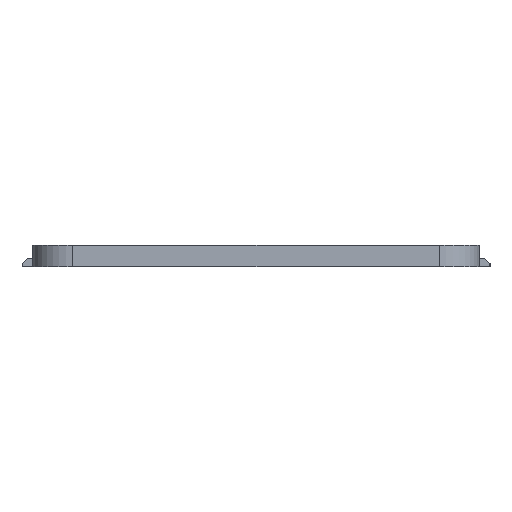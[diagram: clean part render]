
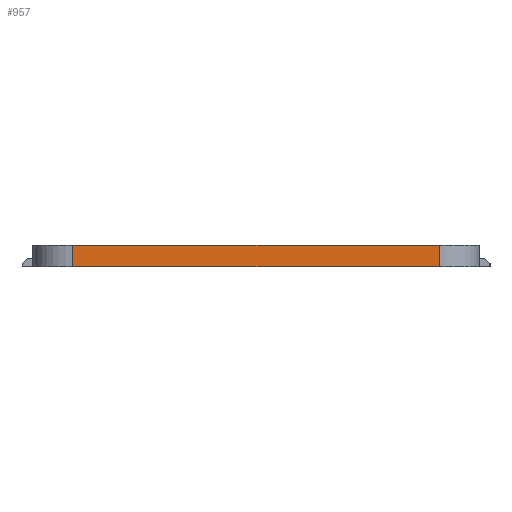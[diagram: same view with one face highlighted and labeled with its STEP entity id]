
A CAD part, left-side view. The second image highlights one B-rep face of the part: STEP entity #957.
In plain terms, the highlighted planar face has unit normal (-1, 0, 0).
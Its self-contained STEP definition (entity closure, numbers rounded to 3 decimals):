
#18=DIRECTION('',(0.,-1.,0.));
#19=VECTOR('',#18,34.634);
#20=CARTESIAN_POINT('',(-0.607,-2.353,14.));
#21=LINE('',#20,#19);
#239=DIRECTION('',(0.,0.,1.));
#240=VECTOR('',#239,2.);
#241=CARTESIAN_POINT('',(-0.607,-36.987,
14.));
#242=LINE('',#241,#240);
#243=DIRECTION('',(0.,0.,1.));
#244=VECTOR('',#243,2.);
#245=CARTESIAN_POINT('',(-0.607,-2.353,
14.));
#246=LINE('',#245,#244);
#300=DIRECTION('',(0.,-1.,0.));
#301=VECTOR('',#300,34.634);
#302=CARTESIAN_POINT('',(-0.607,-2.353,
16.));
#303=LINE('',#302,#301);
#526=CARTESIAN_POINT('',(-0.607,-2.353,
14.));
#528=VERTEX_POINT('',#526);
#529=CARTESIAN_POINT('',(-0.607,-36.987,
14.));
#530=VERTEX_POINT('',#529);
#538=CARTESIAN_POINT('',(-0.607,-2.353,
16.));
#540=VERTEX_POINT('',#538);
#541=CARTESIAN_POINT('',(-0.607,-36.987,
16.));
#542=VERTEX_POINT('',#541);
#944=CARTESIAN_POINT('',(-0.607,-2.353,
14.));
#945=DIRECTION('',(-1.,0.,0.));
#946=DIRECTION('',(0.,-1.,0.));
#947=AXIS2_PLACEMENT_3D('',#944,#945,#946);
#948=PLANE('',#947);
#949=ORIENTED_EDGE('',*,*,#697,.F.);
#951=ORIENTED_EDGE('',*,*,#950,.T.);
#953=ORIENTED_EDGE('',*,*,#952,.T.);
#954=ORIENTED_EDGE('',*,*,#936,.F.);
#955=EDGE_LOOP('',(#949,#951,#953,#954));
#956=FACE_OUTER_BOUND('',#955,.F.);
#957=ADVANCED_FACE('',(#956),#948,.T.);
#697=EDGE_CURVE('',#528,#530,#21,.T.);
#936=EDGE_CURVE('',#530,#542,#242,.T.);
#950=EDGE_CURVE('',#528,#540,#246,.T.);
#952=EDGE_CURVE('',#540,#542,#303,.T.);
